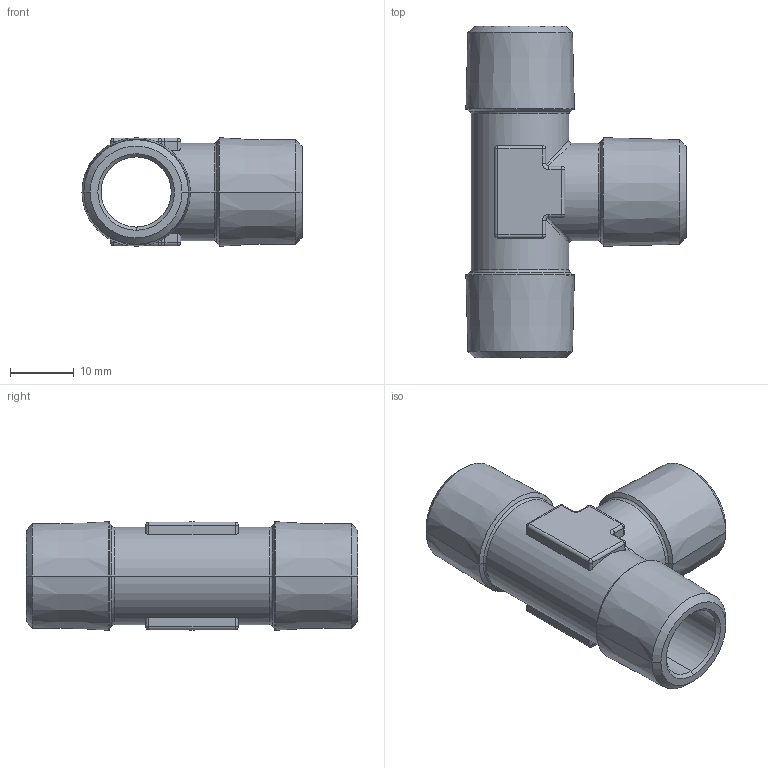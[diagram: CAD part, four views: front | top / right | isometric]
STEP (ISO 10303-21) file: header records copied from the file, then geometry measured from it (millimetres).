
FILE_DESCRIPTION (( 'STEP AP203' ), '1' );
FILE_NAME ('05260003.STEP', '2010-09-13T15:17:58', ( 'Flavio' ), ( '' ), 'SwSTEP 2.0', 'SolidWorks 2009', '' );
FILE_SCHEMA (( 'CONFIG_CONTROL_DESIGN' ));
Length unit declared in the file: millimetre
Products named in the file (1): 05260003
Bounding box: 34.5 x 52 x 17 mm (x, y, z)
Volume: 7774.5 mm3; surface area: 6312.9 mm2
Topology: 1 solids, 1 shells, 116 faces, 273 edges, 146 vertices
Faces by surface type: cylinder 47, cone 24, plane 21, sphere 12, torus 10, bspline 2
Entity records: 3660 total; most frequent: CARTESIAN_POINT 1018, DIRECTION 569, ORIENTED_EDGE 522, EDGE_CURVE 261, AXIS2_PLACEMENT_3D 227, VERTEX_POINT 146, EDGE_LOOP 119, FACE_OUTER_BOUND 116
